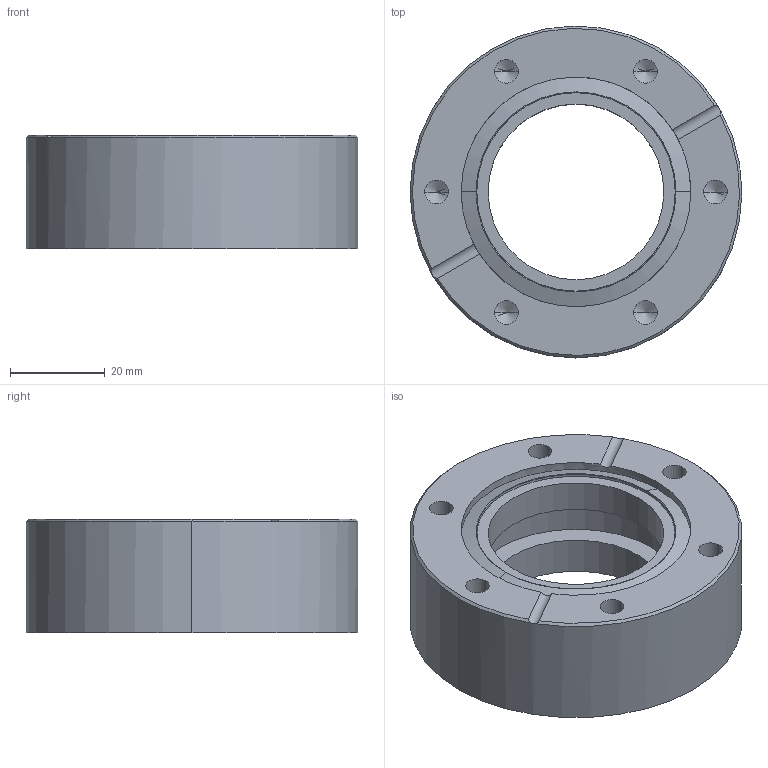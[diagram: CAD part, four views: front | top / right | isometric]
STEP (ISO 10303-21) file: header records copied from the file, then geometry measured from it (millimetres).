
FILE_DESCRIPTION (( 'STEP AP214' ), '1' );
FILE_NAME ('420FES040.step', '2017-07-07T10:17:27', ( 'install' ), ( '' ), 'SwSTEP 2.0', 'SolidWorks 2015', '' );
FILE_SCHEMA (( 'AUTOMOTIVE_DESIGN' ));
Length unit declared in the file: millimetre
Products named in the file (1): 420FES040
Bounding box: 69.9 x 69.9 x 24 mm (x, y, z)
Volume: 59379.1 mm3; surface area: 16413.2 mm2
Topology: 1 solids, 1 shells, 51 faces, 122 edges, 69 vertices
Faces by surface type: cylinder 24, cone 19, plane 6, torus 2
Entity records: 1613 total; most frequent: CARTESIAN_POINT 291, DIRECTION 265, ORIENTED_EDGE 220, AXIS2_PLACEMENT_3D 111, EDGE_CURVE 110, VERTEX_POINT 69, EDGE_LOOP 61, CIRCLE 59
